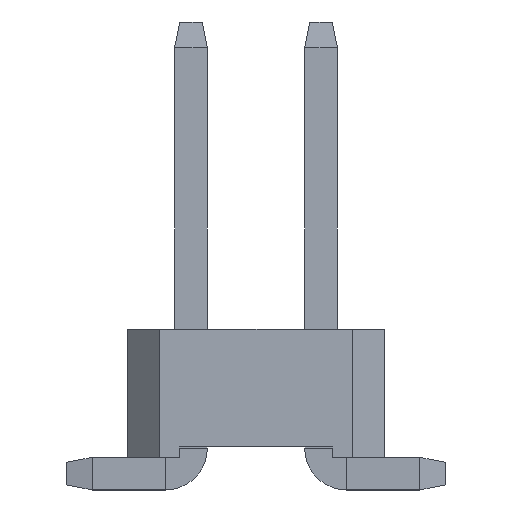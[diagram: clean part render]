
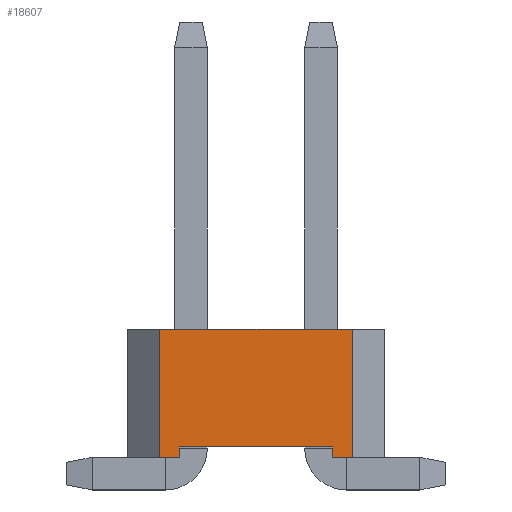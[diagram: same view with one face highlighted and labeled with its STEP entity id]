
A CAD part, left-side view. The second image highlights one B-rep face of the part: STEP entity #18607.
In plain terms, the highlighted planar face has unit normal (-1, 0, 0).
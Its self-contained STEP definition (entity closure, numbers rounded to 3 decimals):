
#175 = EDGE_CURVE ( 'NONE', #6074, #18587, #1573, .T. ) ;
#911 = CARTESIAN_POINT ( 'NONE',  ( -5.08, -1.5, 0.64 ) ) ;
#1028 = CARTESIAN_POINT ( 'NONE',  ( -5.08, -1.875, 0.64 ) ) ;
#1397 = CARTESIAN_POINT ( 'NONE',  ( -5.08, 2.5, 0.64 ) ) ;
#1573 = LINE ( 'NONE', #14310, #16174 ) ;
#1621 = ORIENTED_EDGE ( 'NONE', *, *, #6357, .T. ) ;
#1661 = VECTOR ( 'NONE', #16915, 1000. ) ;
#1682 = ORIENTED_EDGE ( 'NONE', *, *, #4150, .T. ) ;
#2185 = LINE ( 'NONE', #1397, #17271 ) ;
#2247 = EDGE_CURVE ( 'NONE', #19840, #6074, #10609, .T. ) ;
#2392 = LINE ( 'NONE', #4870, #9777 ) ;
#2844 = CARTESIAN_POINT ( 'NONE',  ( -5.08, -1.5, 0.84 ) ) ;
#2876 = CARTESIAN_POINT ( 'NONE',  ( -5.08, 2.5, 3.14 ) ) ;
#3114 = EDGE_LOOP ( 'NONE', ( #3354, #12106, #17083, #9278, #5294, #1621, #1682, #12275 ) ) ;
#3354 = ORIENTED_EDGE ( 'NONE', *, *, #8402, .F. ) ;
#3442 = VERTEX_POINT ( 'NONE', #5207 ) ;
#3486 = CARTESIAN_POINT ( 'NONE',  ( -5.08, 1.875, 3.14 ) ) ;
#4150 = EDGE_CURVE ( 'NONE', #9231, #3442, #18309, .T. ) ;
#4237 = DIRECTION ( 'NONE',  ( 1., 0., 0. ) ) ;
#4870 = CARTESIAN_POINT ( 'NONE',  ( -5.08, 2.5, 3.14 ) ) ;
#4911 = AXIS2_PLACEMENT_3D ( 'NONE', #2876, #4237, #9535 ) ;
#5022 = DIRECTION ( 'NONE',  ( 0., 0., 1. ) ) ;
#5039 = VECTOR ( 'NONE', #6068, 1000. ) ;
#5207 = CARTESIAN_POINT ( 'NONE',  ( -5.08, -1.875, 0.64 ) ) ;
#5294 = ORIENTED_EDGE ( 'NONE', *, *, #2247, .F. ) ;
#5522 = LINE ( 'NONE', #12344, #8299 ) ;
#6068 = DIRECTION ( 'NONE',  ( 0., 0., 1. ) ) ;
#6074 = VERTEX_POINT ( 'NONE', #7668 ) ;
#6357 = EDGE_CURVE ( 'NONE', #19840, #9231, #5522, .T. ) ;
#7668 = CARTESIAN_POINT ( 'NONE',  ( -5.08, 1.5, 0.84 ) ) ;
#7820 = CARTESIAN_POINT ( 'NONE',  ( -5.08, 1.875, 0.64 ) ) ;
#7834 = CARTESIAN_POINT ( 'NONE',  ( -5.08, -1.5, 0.84 ) ) ;
#8299 = VECTOR ( 'NONE', #20616, 1000. ) ;
#8402 = EDGE_CURVE ( 'NONE', #14040, #17177, #2392, .T. ) ;
#9231 = VERTEX_POINT ( 'NONE', #911 ) ;
#9278 = ORIENTED_EDGE ( 'NONE', *, *, #175, .F. ) ;
#9535 = DIRECTION ( 'NONE',  ( 0., 0., -1. ) ) ;
#9777 = VECTOR ( 'NONE', #17008, 1000. ) ;
#10342 = VECTOR ( 'NONE', #17947, 1000. ) ;
#10609 = LINE ( 'NONE', #7834, #10342 ) ;
#10794 = CARTESIAN_POINT ( 'NONE',  ( -5.08, 1.875, 0.64 ) ) ;
#11496 = EDGE_CURVE ( 'NONE', #3442, #17177, #19396, .T. ) ;
#11864 = EDGE_CURVE ( 'NONE', #19760, #18587, #2185, .T. ) ;
#12106 = ORIENTED_EDGE ( 'NONE', *, *, #18564, .F. ) ;
#12275 = ORIENTED_EDGE ( 'NONE', *, *, #11496, .T. ) ;
#12344 = CARTESIAN_POINT ( 'NONE',  ( -5.08, -1.5, 0.84 ) ) ;
#12440 = PLANE ( 'NONE',  #4911 ) ;
#13062 = DIRECTION ( 'NONE',  ( 0., 0., -1. ) ) ;
#13695 = CARTESIAN_POINT ( 'NONE',  ( -5.08, 2.5, 0.64 ) ) ;
#14040 = VERTEX_POINT ( 'NONE', #3486 ) ;
#14310 = CARTESIAN_POINT ( 'NONE',  ( -5.08, 1.5, 0.84 ) ) ;
#15134 = VECTOR ( 'NONE', #5022, 1000. ) ;
#16174 = VECTOR ( 'NONE', #13062, 1000. ) ;
#16502 = DIRECTION ( 'NONE',  ( 0., -1., 0. ) ) ;
#16915 = DIRECTION ( 'NONE',  ( 0., -1., 0. ) ) ;
#17008 = DIRECTION ( 'NONE',  ( 0., -1., 0. ) ) ;
#17083 = ORIENTED_EDGE ( 'NONE', *, *, #11864, .T. ) ;
#17177 = VERTEX_POINT ( 'NONE', #17670 ) ;
#17271 = VECTOR ( 'NONE', #16502, 1000. ) ;
#17670 = CARTESIAN_POINT ( 'NONE',  ( -5.08, -1.875, 3.14 ) ) ;
#17947 = DIRECTION ( 'NONE',  ( 0., 1., 0. ) ) ;
#18309 = LINE ( 'NONE', #13695, #1661 ) ;
#18564 = EDGE_CURVE ( 'NONE', #19760, #14040, #19459, .T. ) ;
#18587 = VERTEX_POINT ( 'NONE', #20747 ) ;
#18607 = ADVANCED_FACE ( 'NONE', ( #18949 ), #12440, .F. ) ;
#18949 = FACE_OUTER_BOUND ( 'NONE', #3114, .T. ) ;
#19396 = LINE ( 'NONE', #1028, #5039 ) ;
#19459 = LINE ( 'NONE', #7820, #15134 ) ;
#19760 = VERTEX_POINT ( 'NONE', #10794 ) ;
#19840 = VERTEX_POINT ( 'NONE', #2844 ) ;
#20616 = DIRECTION ( 'NONE',  ( 0., 0., -1. ) ) ;
#20747 = CARTESIAN_POINT ( 'NONE',  ( -5.08, 1.5, 0.64 ) ) ;
